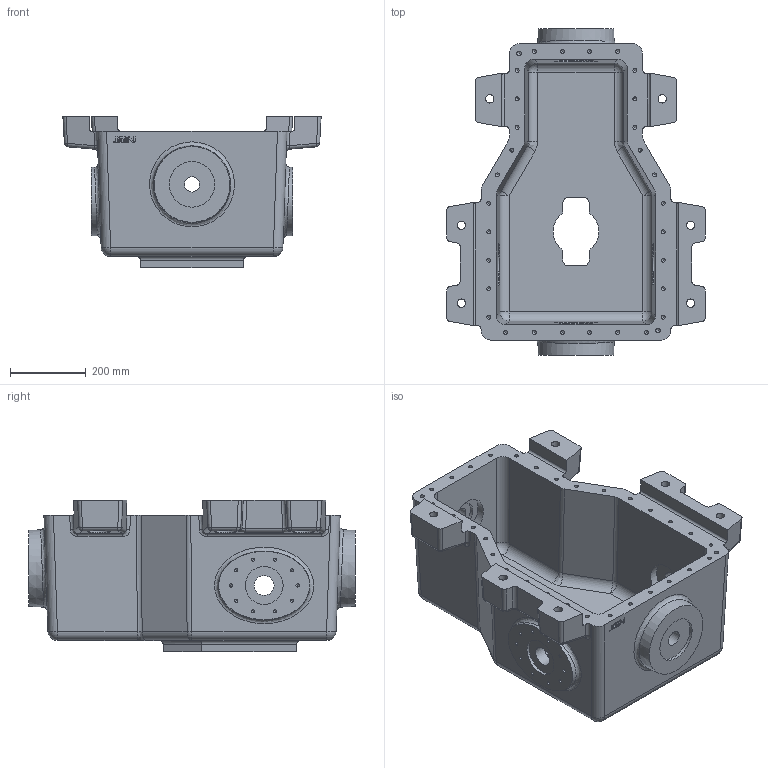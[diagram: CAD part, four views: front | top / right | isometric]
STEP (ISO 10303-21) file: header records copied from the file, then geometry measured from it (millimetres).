
FILE_DESCRIPTION((' '),'2;1');
FILE_NAME( 'nist_ctc_02_asme1_nx1980_rc.stp', '2023-01-16T16:10:10', (' '), ('--- Datakit www.datakit.com---'), ' Datakit CrossCadWare V2023.1 Jan 12 2023', 'DATAKIT 2023 (c)', ' ');
FILE_SCHEMA(('AP242_MANAGED_MODEL_BASED_3D_ENGINEERING_MIM_LF { 1 0 10303 442 4 1 4 }'));
Length unit declared in the file: millimetre
Products named in the file (1): nist_ctc_02_asme1_rc_nx1980_ra.prt
Bounding box: 680 x 860 x 400 mm (x, y, z)
Volume: 47094354.2 mm3; surface area: 2481767.9 mm2
Topology: 1 solids, 1 shells, 487 faces, 1287 edges, 821 vertices
Faces by surface type: cylinder 224, plane 129, cone 82, sphere 24, bspline 22, torus 6
Full cylindrical faces by diameter (mm): 8.38 x42, 10.1 x30, 12 x2, 22 x6, 40 x2, 52 x2, 75 x2, 100 x2, 115 x4, 120 x2
Entity records: 35883 total; most frequent: CARTESIAN_POINT 20471, DIRECTION 2632, ORIENTED_EDGE 1885, AXIS2_PLACEMENT_3D 1093, EDGE_CURVE 943, VERTEX_POINT 729, EDGE_LOOP 707, FACE_OUTER_BOUND 488
